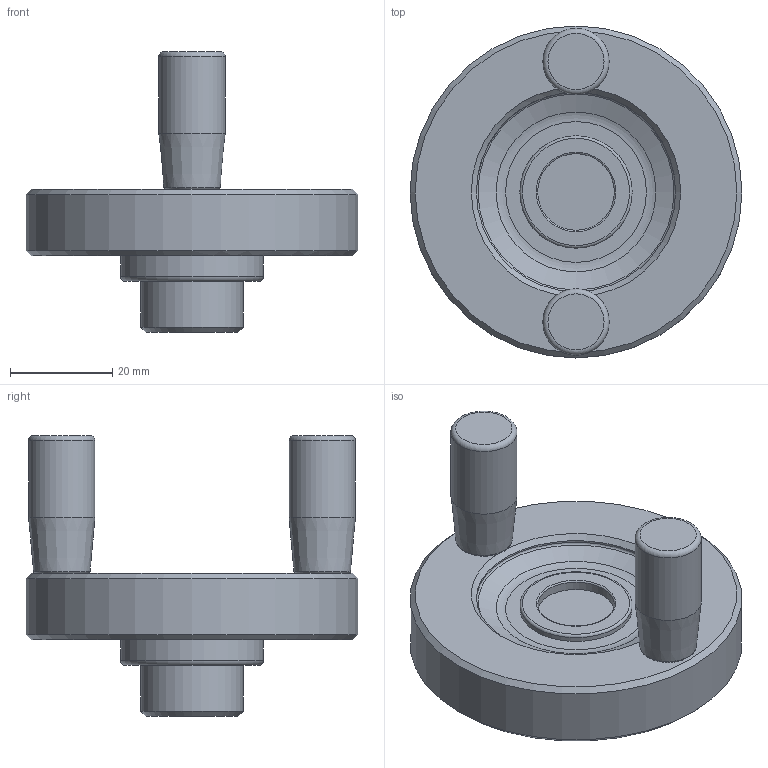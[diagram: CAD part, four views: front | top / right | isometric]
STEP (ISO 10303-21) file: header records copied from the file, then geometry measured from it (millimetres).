
FILE_DESCRIPTION( ( 'Unknown' ), '1' );
FILE_NAME( '7117053_VPRA065_DM.stp', 'Unknown', ( 'Unknown' ), ( 'Unknown' ), 'PSStep 11.0', 'Unknown', ' ' );
FILE_SCHEMA( ( 'AUTOMOTIVE_DESIGN { 1 0 10303 214 1 1 1 1 }' ) );
Length unit declared in the file: millimetre
Products named in the file (1): 1831090
Bounding box: 65 x 65 x 55 mm (x, y, z)
Volume: 47479.2 mm3; surface area: 14112.3 mm2
Topology: 1 solids, 5 shells, 113 faces, 257 edges, 152 vertices
Faces by surface type: plane 46, cone 18, torus 18, cylinder 17, bspline 10, sphere 4
Full cylindrical faces by diameter (mm): 4 x1, 4.134 x2, 5 x2, 11.75 x2, 13 x2, 15 x1, 20 x1, 22 x1, 28 x1, 39 x1, 65 x1
Entity records: 5300 total; most frequent: CARTESIAN_POINT 2237, DIRECTION 460, ORIENTED_EDGE 368, AXIS2_PLACEMENT_3D 200, EDGE_CURVE 184, EDGE_LOOP 162, FACE_OUTER_BOUND 140, VERTEX_POINT 129
